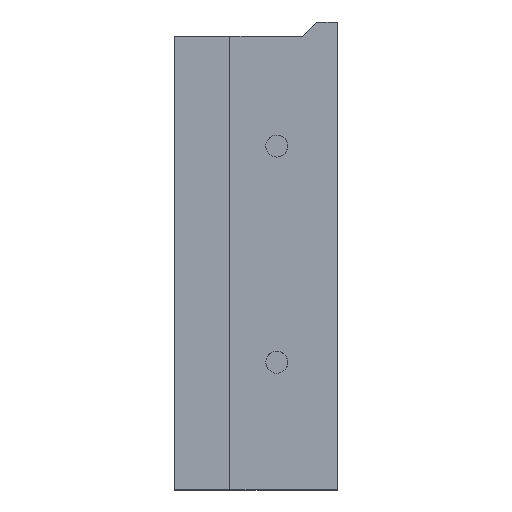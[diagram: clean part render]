
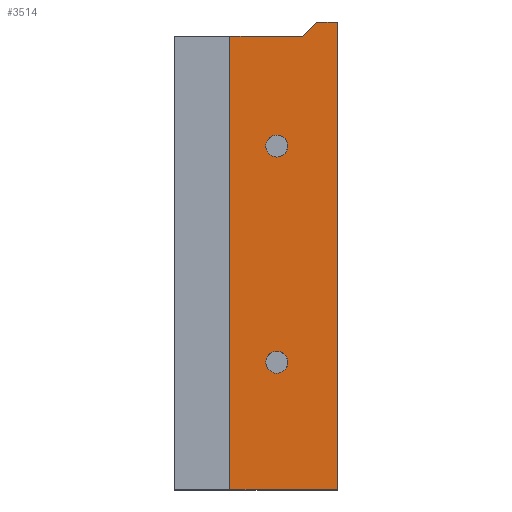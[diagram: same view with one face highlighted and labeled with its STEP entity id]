
A CAD part, front view. The second image highlights one B-rep face of the part: STEP entity #3514.
In plain terms, the highlighted free-form (B-spline) face has degree [1, 1] with [2, 3] control points.
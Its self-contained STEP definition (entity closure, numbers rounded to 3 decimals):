
#2322=CARTESIAN_POINT('',(267.552,42.732,570.05));
#2323=VERTEX_POINT('',#2322);
#2324=CARTESIAN_POINT('',(267.552,42.732,470.05));
#2325=VERTEX_POINT('',#2324);
#2326=CARTESIAN_POINT('',(267.552,42.732,570.05));
#2327=CARTESIAN_POINT('',(267.552,42.732,536.716));
#2328=CARTESIAN_POINT('',(267.552,42.732,503.383));
#2329=CARTESIAN_POINT('',(267.552,42.732,470.05));
#2330=B_SPLINE_CURVE_WITH_KNOTS('',3,(#2326,#2327,#2328,#2329),.UNSPECIFIED.,.F.,.F.,(4,4),(0.126,0.226),.UNSPECIFIED.);
#2331=EDGE_CURVE('',#2323,#2325,#2330,.T.);
#2769=CARTESIAN_POINT('',(260.073,42.732,567.05));
#2770=VERTEX_POINT('',#2769);
#2786=CARTESIAN_POINT('',(244.573,42.732,567.05));
#2787=VERTEX_POINT('',#2786);
#2794=CARTESIAN_POINT('',(244.573,42.732,567.05));
#2795=CARTESIAN_POINT('',(249.74,42.732,567.05));
#2796=CARTESIAN_POINT('',(254.906,42.732,567.05));
#2797=CARTESIAN_POINT('',(260.073,42.732,567.05));
#2798=B_SPLINE_CURVE_WITH_KNOTS('',3,(#2794,#2795,#2796,#2797),.UNSPECIFIED.,.F.,.F.,(4,4),(0.087,0.103),.UNSPECIFIED.);
#2799=EDGE_CURVE('',#2787,#2770,#2798,.T.);
#2850=CARTESIAN_POINT('',(244.573,42.732,470.05));
#2851=VERTEX_POINT('',#2850);
#2852=CARTESIAN_POINT('',(244.573,42.732,470.05));
#2853=CARTESIAN_POINT('',(252.233,42.732,470.05));
#2854=CARTESIAN_POINT('',(259.893,42.732,470.05));
#2855=CARTESIAN_POINT('',(267.552,42.732,470.05));
#2856=B_SPLINE_CURVE_WITH_KNOTS('',3,(#2852,#2853,#2854,#2855),.UNSPECIFIED.,.F.,.F.,(4,4),(0.005,0.028),.UNSPECIFIED.);
#2857=EDGE_CURVE('',#2851,#2325,#2856,.T.);
#3080=CARTESIAN_POINT('',(244.573,42.732,567.05));
#3081=CARTESIAN_POINT('',(244.573,42.732,534.716));
#3082=CARTESIAN_POINT('',(244.573,42.732,502.383));
#3083=CARTESIAN_POINT('',(244.573,42.732,470.05));
#3084=B_SPLINE_CURVE_WITH_KNOTS('',3,(#3080,#3081,#3082,#3083),.UNSPECIFIED.,.F.,.F.,(4,4),(0.4,0.497),.UNSPECIFIED.);
#3085=EDGE_CURVE('',#2787,#2851,#3084,.T.);
#3418=CARTESIAN_POINT('',(263.073,42.732,570.05));
#3419=VERTEX_POINT('',#3418);
#3426=CARTESIAN_POINT('',(263.073,42.732,570.05));
#3427=CARTESIAN_POINT('',(264.566,42.732,570.05));
#3428=CARTESIAN_POINT('',(266.059,42.732,570.05));
#3429=CARTESIAN_POINT('',(267.552,42.732,570.05));
#3430=B_SPLINE_CURVE_WITH_KNOTS('',3,(#3426,#3427,#3428,#3429),.UNSPECIFIED.,.F.,.F.,(4,4),(0.03,0.034),.UNSPECIFIED.);
#3431=EDGE_CURVE('',#3419,#2323,#3430,.T.);
#3449=CARTESIAN_POINT('',(260.073,42.732,567.05));
#3450=CARTESIAN_POINT('',(261.073,42.732,568.05));
#3451=CARTESIAN_POINT('',(262.073,42.732,569.05));
#3452=CARTESIAN_POINT('',(263.073,42.732,570.05));
#3453=B_SPLINE_CURVE_WITH_KNOTS('',3,(#3449,#3450,#3451,#3452),.UNSPECIFIED.,.F.,.F.,(4,4),(0.,0.004),.UNSPECIFIED.);
#3454=EDGE_CURVE('',#2770,#3419,#3453,.T.);
#3459=CARTESIAN_POINT('',(267.853,42.732,570.05));
#3460=CARTESIAN_POINT('',(267.573,42.732,570.05));
#3461=CARTESIAN_POINT('',(239.57,42.732,570.05));
#3462=CARTESIAN_POINT('',(267.853,42.732,470.05));
#3463=CARTESIAN_POINT('',(267.573,42.732,470.05));
#3464=CARTESIAN_POINT('',(239.57,42.732,470.05));
#3465=B_SPLINE_SURFACE_WITH_KNOTS('',1,1,((#3459,#3460,#3461),(#3462,#3463,#3464)),.UNSPECIFIED.,.F.,.F.,.U.,(2,2),(2,1,2),(0.,1.),(-0.01,0.,1.),.UNSPECIFIED.);
#3466=CARTESIAN_POINT('',(252.527,42.732,544.706));
#3467=VERTEX_POINT('',#3466);
#3468=CARTESIAN_POINT('',(254.573,42.732,541.2));
#3469=VERTEX_POINT('',#3468);
#3470=CARTESIAN_POINT('',(254.573,42.732,543.55));
#3471=DIRECTION('',(0.,1.,0.));
#3472=DIRECTION('',(-0.871,-0.,0.492));
#3473=AXIS2_PLACEMENT_3D('',#3470,#3471,#3472);
#3474=CIRCLE('',#3473,2.35);
#3475=EDGE_CURVE('',#3467,#3469,#3474,.T.);
#3476=ORIENTED_EDGE('',*,*,#3475,.T.);
#3477=CARTESIAN_POINT('',(254.573,42.732,543.55));
#3478=DIRECTION('',(0.,1.,0.));
#3479=DIRECTION('',(-0.871,-0.,0.492));
#3480=AXIS2_PLACEMENT_3D('',#3477,#3478,#3479);
#3481=CIRCLE('',#3480,2.35);
#3482=EDGE_CURVE('',#3469,#3467,#3481,.T.);
#3483=ORIENTED_EDGE('',*,*,#3482,.T.);
#3484=EDGE_LOOP('',(#3476,#3483));
#3485=FACE_BOUND('',#3484,.T.);
#3486=CARTESIAN_POINT('',(252.397,42.732,498.237));
#3487=VERTEX_POINT('',#3486);
#3488=CARTESIAN_POINT('',(254.573,42.732,495.));
#3489=VERTEX_POINT('',#3488);
#3490=CARTESIAN_POINT('',(254.573,42.732,497.35));
#3491=DIRECTION('',(0.,1.,0.));
#3492=DIRECTION('',(-0.926,-0.,0.378));
#3493=AXIS2_PLACEMENT_3D('',#3490,#3491,#3492);
#3494=CIRCLE('',#3493,2.35);
#3495=EDGE_CURVE('',#3487,#3489,#3494,.T.);
#3496=ORIENTED_EDGE('',*,*,#3495,.T.);
#3497=CARTESIAN_POINT('',(254.573,42.732,497.35));
#3498=DIRECTION('',(0.,1.,0.));
#3499=DIRECTION('',(-0.926,-0.,0.378));
#3500=AXIS2_PLACEMENT_3D('',#3497,#3498,#3499);
#3501=CIRCLE('',#3500,2.35);
#3502=EDGE_CURVE('',#3489,#3487,#3501,.T.);
#3503=ORIENTED_EDGE('',*,*,#3502,.T.);
#3504=EDGE_LOOP('',(#3496,#3503));
#3505=FACE_BOUND('',#3504,.T.);
#3506=ORIENTED_EDGE('',*,*,#2799,.F.);
#3507=ORIENTED_EDGE('',*,*,#3085,.T.);
#3508=ORIENTED_EDGE('',*,*,#2857,.T.);
#3509=ORIENTED_EDGE('',*,*,#2331,.F.);
#3510=ORIENTED_EDGE('',*,*,#3431,.F.);
#3511=ORIENTED_EDGE('',*,*,#3454,.F.);
#3512=EDGE_LOOP('',(#3506,#3507,#3508,#3509,#3510,#3511));
#3513=FACE_BOUND('',#3512,.T.);
#3514=ADVANCED_FACE('',(#3485,#3505,#3513),#3465,.F.);
